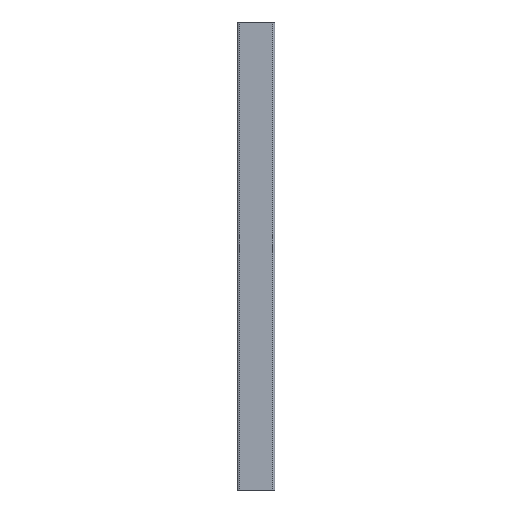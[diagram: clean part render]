
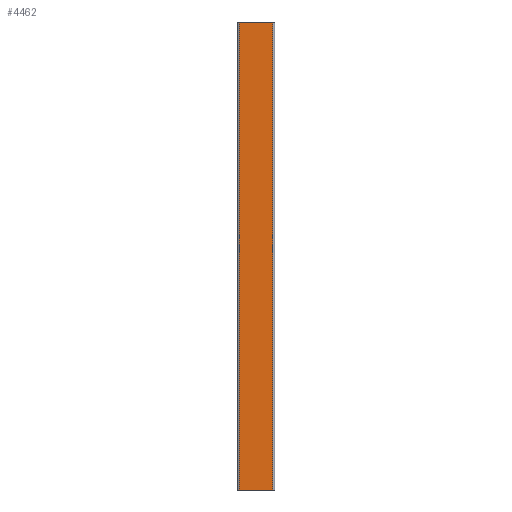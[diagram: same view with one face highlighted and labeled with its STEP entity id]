
A CAD part, front view. The second image highlights one B-rep face of the part: STEP entity #4462.
In plain terms, the highlighted planar face has unit normal (0, -1, 0).
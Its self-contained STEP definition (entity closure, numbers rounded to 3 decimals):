
#559=FACE_OUTER_BOUND('',#787,.T.);
#787=EDGE_LOOP('',(#3506,#3507,#3508,#3509));
#1185=LINE('',#7342,#1617);
#1186=LINE('',#7345,#1618);
#1187=LINE('',#7347,#1619);
#1188=LINE('',#7348,#1620);
#1617=VECTOR('',#5990,1000.);
#1618=VECTOR('',#5993,72.);
#1619=VECTOR('',#5994,72.);
#1620=VECTOR('',#5995,1000.);
#2062=VERTEX_POINT('',#7338);
#2063=VERTEX_POINT('',#7340);
#2064=VERTEX_POINT('',#7344);
#2065=VERTEX_POINT('',#7346);
#2673=EDGE_CURVE('',#2062,#2063,#1185,.T.);
#2674=EDGE_CURVE('',#2064,#2062,#1186,.T.);
#2675=EDGE_CURVE('',#2065,#2063,#1187,.T.);
#2676=EDGE_CURVE('',#2064,#2065,#1188,.T.);
#3506=ORIENTED_EDGE('',*,*,#2674,.T.);
#3507=ORIENTED_EDGE('',*,*,#2673,.T.);
#3508=ORIENTED_EDGE('',*,*,#2675,.F.);
#3509=ORIENTED_EDGE('',*,*,#2676,.F.);
#4267=PLANE('',#4866);
#4462=ADVANCED_FACE('',(#559),#4267,.T.);
#4866=AXIS2_PLACEMENT_3D('',#7343,#5991,#5992);
#5990=DIRECTION('',(0.,0.,1.));
#5991=DIRECTION('center_axis',(0.,-1.,0.));
#5992=DIRECTION('ref_axis',(1.,0.,0.));
#5993=DIRECTION('',(1.,0.,0.));
#5994=DIRECTION('',(1.,0.,0.));
#5995=DIRECTION('',(0.,0.,1.));
#7338=CARTESIAN_POINT('',(41.7,-38.,0.));
#7340=CARTESIAN_POINT('',(41.7,-38.,1000.));
#7342=CARTESIAN_POINT('',(41.7,-38.,0.));
#7343=CARTESIAN_POINT('Origin',(-30.3,-38.,0.));
#7344=CARTESIAN_POINT('',(-30.3,-38.,0.));
#7345=CARTESIAN_POINT('',(-30.3,-38.,0.));
#7346=CARTESIAN_POINT('',(-30.3,-38.,1000.));
#7347=CARTESIAN_POINT('',(-30.3,-38.,1000.));
#7348=CARTESIAN_POINT('',(-30.3,-38.,0.));
